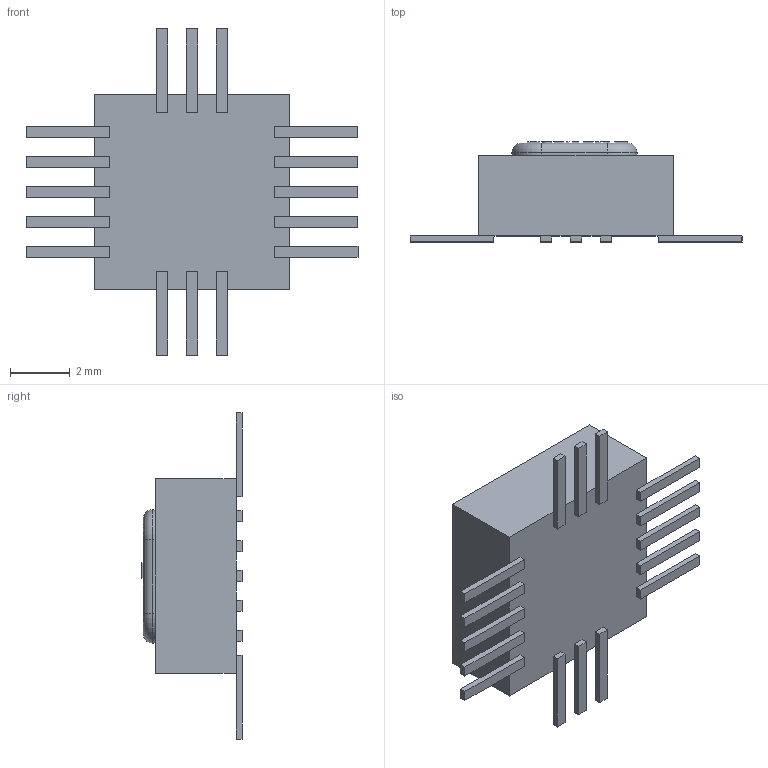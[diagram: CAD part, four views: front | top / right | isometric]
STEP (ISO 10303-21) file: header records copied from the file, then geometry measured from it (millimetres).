
FILE_DESCRIPTION (( 'STEP AP214' ), '1' );
FILE_NAME ('H02.16-1B.STEP', '2017-09-09T15:30:24', ( '' ), ( '' ), 'SwSTEP 2.0', 'SolidWorks 2016', '' );
FILE_SCHEMA (( 'AUTOMOTIVE_DESIGN' ));
Length unit declared in the file: millimetre
Products named in the file (1): H02.16-1B
Bounding box: 11.1 x 3.35 x 10.91 mm (x, y, z)
Volume: 124.3 mm3; surface area: 206.8 mm2
Topology: 1 solids, 1 shells, 225 faces, 590 edges, 380 vertices
Faces by surface type: plane 166, bspline 47, cylinder 8, torus 4
Entity records: 10331 total; most frequent: CARTESIAN_POINT 3747, ORIENTED_EDGE 1180, DIRECTION 874, EDGE_CURVE 590, VECTOR 476, LINE 476, VERTEX_POINT 380, EDGE_LOOP 238
